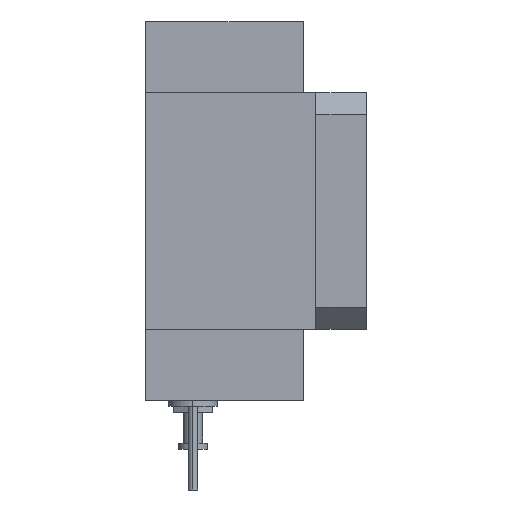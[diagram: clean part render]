
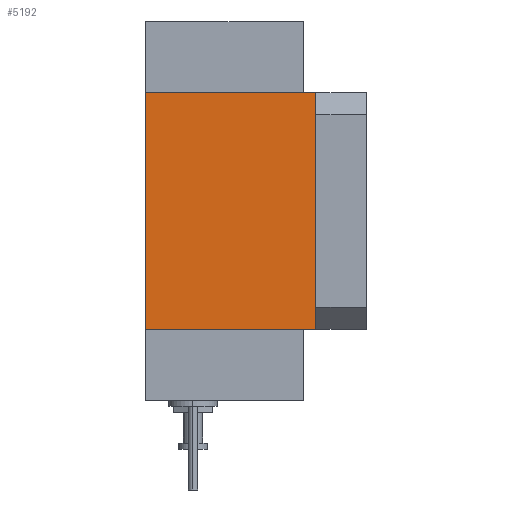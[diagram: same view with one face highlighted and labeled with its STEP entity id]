
A CAD part, left-side view. The second image highlights one B-rep face of the part: STEP entity #5192.
In plain terms, the highlighted planar face has unit normal (-1, 0, 0).
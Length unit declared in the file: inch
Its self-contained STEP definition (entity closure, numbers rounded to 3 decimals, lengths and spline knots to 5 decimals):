
#384 = EDGE_CURVE ( 'NONE', #1774, #1821, #16525, .T. ) ;
#1774 = VERTEX_POINT ( 'NONE', #15819 ) ;
#1821 = VERTEX_POINT ( 'NONE', #12719 ) ;
#2493 = PLANE ( 'NONE',  #6662 ) ;
#2543 = ORIENTED_EDGE ( 'NONE', *, *, #384, .F. ) ;
#2862 = LINE ( 'NONE', #13599, #16581 ) ;
#4380 = VECTOR ( 'NONE', #7121, 39.37008 ) ;
#4905 = VECTOR ( 'NONE', #12378, 39.37008 ) ;
#5192 = ADVANCED_FACE ( 'NONE', ( #9399 ), #2493, .F. ) ;
#5736 = EDGE_CURVE ( 'NONE', #16296, #1774, #15452, .T. ) ;
#6241 = ORIENTED_EDGE ( 'NONE', *, *, #5736, .F. ) ;
#6470 = LINE ( 'NONE', #7273, #9175 ) ;
#6662 = AXIS2_PLACEMENT_3D ( 'NONE', #15881, #13901, #9673 ) ;
#7121 = DIRECTION ( 'NONE',  ( 0., 0., -1. ) ) ;
#7273 = CARTESIAN_POINT ( 'NONE',  ( -0.91, 0.5, -0.375 ) ) ;
#8680 = ORIENTED_EDGE ( 'NONE', *, *, #11315, .T. ) ;
#9175 = VECTOR ( 'NONE', #16022, 39.37008 ) ;
#9399 = FACE_OUTER_BOUND ( 'NONE', #9771, .T. ) ;
#9673 = DIRECTION ( 'NONE',  ( 0., -1., 0. ) ) ;
#9771 = EDGE_LOOP ( 'NONE', ( #8680, #2543, #6241, #18603 ) ) ;
#11315 = EDGE_CURVE ( 'NONE', #11863, #1821, #6470, .T. ) ;
#11863 = VERTEX_POINT ( 'NONE', #17049 ) ;
#12163 = EDGE_CURVE ( 'NONE', #16296, #11863, #2862, .T. ) ;
#12378 = DIRECTION ( 'NONE',  ( 0., -1., 0. ) ) ;
#12719 = CARTESIAN_POINT ( 'NONE',  ( -0.91, -0.04, -0.375 ) ) ;
#13599 = CARTESIAN_POINT ( 'NONE',  ( -0.91, 0.5, 0.375 ) ) ;
#13770 = DIRECTION ( 'NONE',  ( 0., 0., -1. ) ) ;
#13901 = DIRECTION ( 'NONE',  ( 1., 0., 0. ) ) ;
#14359 = CARTESIAN_POINT ( 'NONE',  ( -0.91, -0.04, 0.375 ) ) ;
#15106 = CARTESIAN_POINT ( 'NONE',  ( -0.91, 0.5, 0.375 ) ) ;
#15232 = CARTESIAN_POINT ( 'NONE',  ( -0.91, 0.5, 0.375 ) ) ;
#15452 = LINE ( 'NONE', #15232, #4905 ) ;
#15819 = CARTESIAN_POINT ( 'NONE',  ( -0.91, -0.04, 0.375 ) ) ;
#15881 = CARTESIAN_POINT ( 'NONE',  ( -0.91, 0.5, 0.375 ) ) ;
#16022 = DIRECTION ( 'NONE',  ( 0., -1., 0. ) ) ;
#16296 = VERTEX_POINT ( 'NONE', #15106 ) ;
#16525 = LINE ( 'NONE', #14359, #4380 ) ;
#16581 = VECTOR ( 'NONE', #13770, 39.37008 ) ;
#17049 = CARTESIAN_POINT ( 'NONE',  ( -0.91, 0.5, -0.375 ) ) ;
#18603 = ORIENTED_EDGE ( 'NONE', *, *, #12163, .T. ) ;
